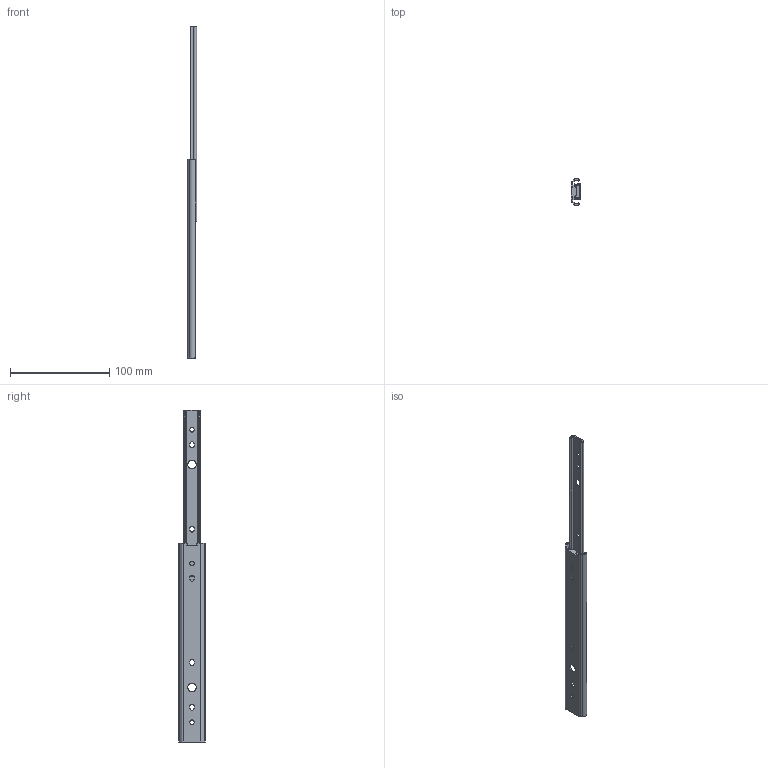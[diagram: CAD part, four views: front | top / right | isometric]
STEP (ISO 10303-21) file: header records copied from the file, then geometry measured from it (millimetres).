
FILE_DESCRIPTION (( 'STEP AP203' ), '1' );
FILE_NAME ('2721-200.STEP', '2021-01-25T01:28:02', ( '' ), ( '' ), 'SwSTEP 2.0', 'SolidWorks 2019', '' );
FILE_SCHEMA (( 'CONFIG_CONTROL_DESIGN' ));
Length unit declared in the file: millimetre
Products named in the file (3): OM-2721-200; IM-2721-200; 2721-200
Assembly tree (2 placements, depth 2):
  2721-200
    OM-2721-200
    IM-2721-200
Bounding box: 9.5 x 27 x 334.4 mm (x, y, z)
Volume: 18583.2 mm3; surface area: 26355.2 mm2
Topology: 2 solids, 2 shells, 116 faces, 334 edges, 222 vertices
Faces by surface type: cylinder 63, plane 53
Entity records: 4285 total; most frequent: CARTESIAN_POINT 825, DIRECTION 670, ORIENTED_EDGE 668, EDGE_CURVE 334, AXIS2_PLACEMENT_3D 239, VERTEX_POINT 222, VECTOR 192, LINE 192
